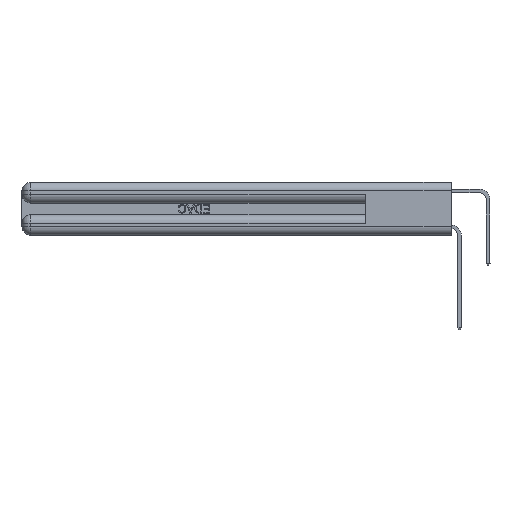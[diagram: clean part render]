
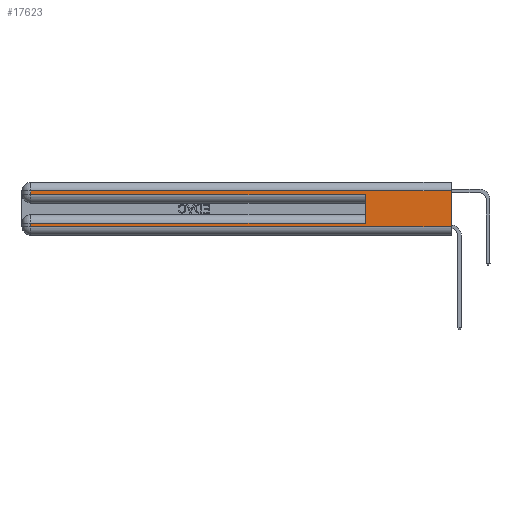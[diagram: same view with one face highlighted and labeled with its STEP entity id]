
A CAD part, left-side view. The second image highlights one B-rep face of the part: STEP entity #17623.
In plain terms, the highlighted planar face has unit normal (-1, 0, 0).
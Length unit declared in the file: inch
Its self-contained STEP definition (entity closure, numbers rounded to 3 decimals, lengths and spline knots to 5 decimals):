
#964 = LINE ( 'NONE', #3742, #35586 ) ;
#1210 = ORIENTED_EDGE ( 'NONE', *, *, #12620, .F. ) ;
#1950 = PLANE ( 'NONE',  #12285 ) ;
#2566 = VECTOR ( 'NONE', #21919, 39.37008 ) ;
#2627 = VECTOR ( 'NONE', #29329, 39.37008 ) ;
#2661 = ORIENTED_EDGE ( 'NONE', *, *, #8962, .T. ) ;
#2901 = LINE ( 'NONE', #6012, #14676 ) ;
#3048 = VECTOR ( 'NONE', #32747, 39.37008 ) ;
#3255 = ORIENTED_EDGE ( 'NONE', *, *, #5059, .F. ) ;
#3572 = DIRECTION ( 'NONE',  ( 0., 1., 0. ) ) ;
#3742 = CARTESIAN_POINT ( 'NONE',  ( 0., 0.6, 0.145 ) ) ;
#5059 = EDGE_CURVE ( 'NONE', #22904, #18135, #21178, .T. ) ;
#6012 = CARTESIAN_POINT ( 'NONE',  ( 0., 2.94, 0.37 ) ) ;
#6526 = CARTESIAN_POINT ( 'NONE',  ( 0., 0., 0.37 ) ) ;
#6883 = CARTESIAN_POINT ( 'NONE',  ( 0., 0., 0.31 ) ) ;
#6904 = EDGE_CURVE ( 'NONE', #34367, #11672, #26028, .T. ) ;
#7248 = CARTESIAN_POINT ( 'NONE',  ( 0., 0., 0.37 ) ) ;
#7429 = CARTESIAN_POINT ( 'NONE',  ( 0., 0.6, 0.085 ) ) ;
#7565 = LINE ( 'NONE', #16659, #2627 ) ;
#7649 = DIRECTION ( 'NONE',  ( 1., 0., 0. ) ) ;
#8962 = EDGE_CURVE ( 'NONE', #32879, #34367, #36739, .T. ) ;
#9547 = LINE ( 'NONE', #13098, #24006 ) ;
#10406 = VECTOR ( 'NONE', #3572, 39.37008 ) ;
#10675 = CARTESIAN_POINT ( 'NONE',  ( 0., 0., 0.31 ) ) ;
#11672 = VERTEX_POINT ( 'NONE', #14536 ) ;
#11702 = EDGE_CURVE ( 'NONE', #15903, #32682, #2901, .T. ) ;
#11755 = DIRECTION ( 'NONE',  ( 0., 0., -1. ) ) ;
#12088 = CARTESIAN_POINT ( 'NONE',  ( 0., 0.6, 0.285 ) ) ;
#12285 = AXIS2_PLACEMENT_3D ( 'NONE', #7248, #7649, #25421 ) ;
#12620 = EDGE_CURVE ( 'NONE', #32879, #34726, #964, .T. ) ;
#12744 = ORIENTED_EDGE ( 'NONE', *, *, #11702, .T. ) ;
#13098 = CARTESIAN_POINT ( 'NONE',  ( 0., 0., 0.285 ) ) ;
#13224 = CARTESIAN_POINT ( 'NONE',  ( 0., 2.94, 0.31 ) ) ;
#14117 = EDGE_LOOP ( 'NONE', ( #3255, #21191, #12744, #17254, #1210, #2661, #19366, #32947 ) ) ;
#14318 = VECTOR ( 'NONE', #17808, 39.37008 ) ;
#14536 = CARTESIAN_POINT ( 'NONE',  ( 0., 2.94, 0.06 ) ) ;
#14676 = VECTOR ( 'NONE', #11755, 39.37008 ) ;
#15903 = VERTEX_POINT ( 'NONE', #13224 ) ;
#16337 = DIRECTION ( 'NONE',  ( 0., 0., 1. ) ) ;
#16659 = CARTESIAN_POINT ( 'NONE',  ( 0., 0., 0.06 ) ) ;
#17254 = ORIENTED_EDGE ( 'NONE', *, *, #38322, .T. ) ;
#17623 = ADVANCED_FACE ( 'NONE', ( #37889 ), #1950, .F. ) ;
#17808 = DIRECTION ( 'NONE',  ( 0., 0., -1. ) ) ;
#18135 = VERTEX_POINT ( 'NONE', #19455 ) ;
#19132 = LINE ( 'NONE', #6883, #10406 ) ;
#19366 = ORIENTED_EDGE ( 'NONE', *, *, #6904, .T. ) ;
#19455 = CARTESIAN_POINT ( 'NONE',  ( 0., 0., 0.06 ) ) ;
#21178 = LINE ( 'NONE', #6526, #14318 ) ;
#21191 = ORIENTED_EDGE ( 'NONE', *, *, #26763, .T. ) ;
#21919 = DIRECTION ( 'NONE',  ( 0., 1., 0. ) ) ;
#22904 = VERTEX_POINT ( 'NONE', #10675 ) ;
#24006 = VECTOR ( 'NONE', #34277, 39.37008 ) ;
#25421 = DIRECTION ( 'NONE',  ( 0., 0., -1. ) ) ;
#26028 = LINE ( 'NONE', #26621, #3048 ) ;
#26621 = CARTESIAN_POINT ( 'NONE',  ( 0., 2.94, 0.37 ) ) ;
#26763 = EDGE_CURVE ( 'NONE', #22904, #15903, #19132, .T. ) ;
#27849 = CARTESIAN_POINT ( 'NONE',  ( 0., 0., 0.085 ) ) ;
#28578 = EDGE_CURVE ( 'NONE', #11672, #18135, #7565, .T. ) ;
#29329 = DIRECTION ( 'NONE',  ( 0., -1., 0. ) ) ;
#32682 = VERTEX_POINT ( 'NONE', #33948 ) ;
#32747 = DIRECTION ( 'NONE',  ( 0., 0., -1. ) ) ;
#32879 = VERTEX_POINT ( 'NONE', #7429 ) ;
#32947 = ORIENTED_EDGE ( 'NONE', *, *, #28578, .T. ) ;
#33948 = CARTESIAN_POINT ( 'NONE',  ( 0., 2.94, 0.285 ) ) ;
#34277 = DIRECTION ( 'NONE',  ( 0., -1., 0. ) ) ;
#34367 = VERTEX_POINT ( 'NONE', #36267 ) ;
#34726 = VERTEX_POINT ( 'NONE', #12088 ) ;
#35586 = VECTOR ( 'NONE', #16337, 39.37008 ) ;
#36267 = CARTESIAN_POINT ( 'NONE',  ( 0., 2.94, 0.085 ) ) ;
#36739 = LINE ( 'NONE', #27849, #2566 ) ;
#37889 = FACE_OUTER_BOUND ( 'NONE', #14117, .T. ) ;
#38322 = EDGE_CURVE ( 'NONE', #32682, #34726, #9547, .T. ) ;
